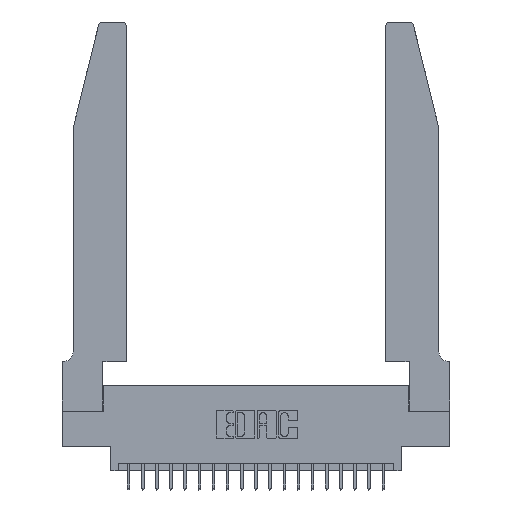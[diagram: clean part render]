
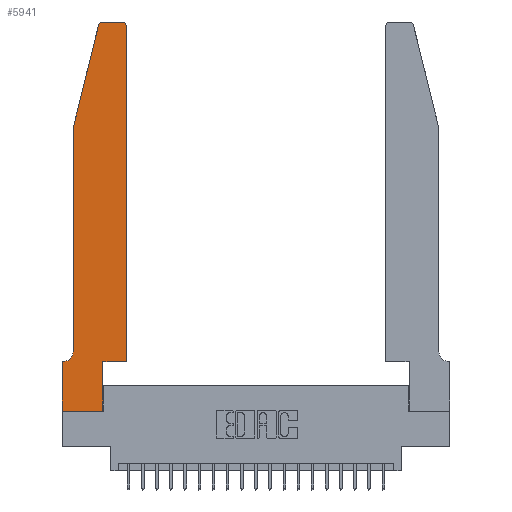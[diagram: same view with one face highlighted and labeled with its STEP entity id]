
A CAD part, top view. The second image highlights one B-rep face of the part: STEP entity #5941.
In plain terms, the highlighted planar face has unit normal (0, 0, 1).
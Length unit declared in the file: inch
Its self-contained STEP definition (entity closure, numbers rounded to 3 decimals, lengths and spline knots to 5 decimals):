
#45 = DIRECTION ( 'NONE',  ( -0.239, -0.971, 0. ) ) ;
#286 = CARTESIAN_POINT ( 'NONE',  ( 0.4205, 2.75, 0.37 ) ) ;
#336 = EDGE_CURVE ( 'NONE', #22497, #5868, #17979, .T. ) ;
#499 = CARTESIAN_POINT ( 'NONE',  ( 0.4505, 0.35, 0.37 ) ) ;
#1859 = CARTESIAN_POINT ( 'NONE',  ( 0.0055, 0.35, 0.37 ) ) ;
#1993 = EDGE_CURVE ( 'NONE', #5558, #11962, #13603, .T. ) ;
#2331 = ORIENTED_EDGE ( 'NONE', *, *, #336, .T. ) ;
#2492 = VECTOR ( 'NONE', #12343, 39.37008 ) ;
#2662 = DIRECTION ( 'NONE',  ( 0., 0., 1. ) ) ;
#2667 = ORIENTED_EDGE ( 'NONE', *, *, #18829, .T. ) ;
#2683 = VERTEX_POINT ( 'NONE', #6113 ) ;
#2963 = CARTESIAN_POINT ( 'NONE',  ( 0.0755, 2., 0.37 ) ) ;
#3085 = CARTESIAN_POINT ( 'NONE',  ( 0.4505, 0.35, 0.37 ) ) ;
#3896 = EDGE_CURVE ( 'NONE', #21606, #2683, #10680, .T. ) ;
#3940 = CARTESIAN_POINT ( 'NONE',  ( 0.284, 2.72, 0.37 ) ) ;
#4957 = DIRECTION ( 'NONE',  ( 0., -1., 0. ) ) ;
#5206 = LINE ( 'NONE', #15914, #2492 ) ;
#5370 = ORIENTED_EDGE ( 'NONE', *, *, #20951, .T. ) ;
#5558 = VERTEX_POINT ( 'NONE', #11028 ) ;
#5868 = VERTEX_POINT ( 'NONE', #1859 ) ;
#5929 = CIRCLE ( 'NONE', #20776, 0.03 ) ;
#5941 = ADVANCED_FACE ( 'NONE', ( #9338 ), #21741, .T. ) ;
#6054 = CARTESIAN_POINT ( 'NONE',  ( 0., 0.35, 0.37 ) ) ;
#6113 = CARTESIAN_POINT ( 'NONE',  ( 0.0755, 2., 0.37 ) ) ;
#6339 = ORIENTED_EDGE ( 'NONE', *, *, #21802, .T. ) ;
#6354 = LINE ( 'NONE', #2963, #22538 ) ;
#6581 = CARTESIAN_POINT ( 'NONE',  ( 0., 0., 0.37 ) ) ;
#6931 = LINE ( 'NONE', #3085, #13651 ) ;
#7221 = CARTESIAN_POINT ( 'NONE',  ( 0.25487, 2.72718, 0.37 ) ) ;
#7495 = CARTESIAN_POINT ( 'NONE',  ( 0.2865, 0.35, 0.37 ) ) ;
#7796 = VECTOR ( 'NONE', #11150, 39.37008 ) ;
#8150 = DIRECTION ( 'NONE',  ( 0., 0., -1. ) ) ;
#8358 = CARTESIAN_POINT ( 'NONE',  ( 0.2605, 2.75, 0.37 ) ) ;
#8421 = ORIENTED_EDGE ( 'NONE', *, *, #15465, .T. ) ;
#9295 = CARTESIAN_POINT ( 'NONE',  ( 0.4505, 2.72, 0.37 ) ) ;
#9338 = FACE_OUTER_BOUND ( 'NONE', #16337, .T. ) ;
#9549 = ORIENTED_EDGE ( 'NONE', *, *, #22572, .T. ) ;
#9812 = LINE ( 'NONE', #16973, #11303 ) ;
#9879 = EDGE_CURVE ( 'NONE', #11962, #10987, #9812, .T. ) ;
#10016 = CARTESIAN_POINT ( 'NONE',  ( 0., 0., 0.37 ) ) ;
#10223 = VECTOR ( 'NONE', #4957, 39.37008 ) ;
#10680 = LINE ( 'NONE', #15984, #18953 ) ;
#10692 = DIRECTION ( 'NONE',  ( 1., 0., 0. ) ) ;
#10789 = DIRECTION ( 'NONE',  ( 1., 0., 0. ) ) ;
#10987 = VERTEX_POINT ( 'NONE', #19478 ) ;
#11028 = CARTESIAN_POINT ( 'NONE',  ( 0., 0.35, 0.37 ) ) ;
#11150 = DIRECTION ( 'NONE',  ( 0., 1., 0. ) ) ;
#11193 = VECTOR ( 'NONE', #13845, 39.37008 ) ;
#11303 = VECTOR ( 'NONE', #15242, 39.37008 ) ;
#11962 = VERTEX_POINT ( 'NONE', #10016 ) ;
#12343 = DIRECTION ( 'NONE',  ( -1., 0., 0. ) ) ;
#12954 = DIRECTION ( 'NONE',  ( 1., 0., 0. ) ) ;
#13085 = CIRCLE ( 'NONE', #18963, 0.03 ) ;
#13603 = LINE ( 'NONE', #6581, #10223 ) ;
#13651 = VECTOR ( 'NONE', #22752, 39.37008 ) ;
#13845 = DIRECTION ( 'NONE',  ( -1., 0., 0. ) ) ;
#13938 = CARTESIAN_POINT ( 'NONE',  ( 0.4205, 2.72, 0.37 ) ) ;
#13940 = ORIENTED_EDGE ( 'NONE', *, *, #16731, .T. ) ;
#14106 = CARTESIAN_POINT ( 'NONE',  ( 0.0755, 0.42, 0.37 ) ) ;
#14508 = ORIENTED_EDGE ( 'NONE', *, *, #3896, .T. ) ;
#14625 = VERTEX_POINT ( 'NONE', #20686 ) ;
#14764 = VERTEX_POINT ( 'NONE', #286 ) ;
#15139 = CARTESIAN_POINT ( 'NONE',  ( 0.0055, 0.42, 0.37 ) ) ;
#15153 = VERTEX_POINT ( 'NONE', #9295 ) ;
#15242 = DIRECTION ( 'NONE',  ( 1., 0., 0. ) ) ;
#15246 = DIRECTION ( 'NONE',  ( -1., 0., 0. ) ) ;
#15250 = ORIENTED_EDGE ( 'NONE', *, *, #9879, .T. ) ;
#15342 = EDGE_CURVE ( 'NONE', #2683, #22497, #6354, .T. ) ;
#15465 = EDGE_CURVE ( 'NONE', #21911, #15153, #6931, .T. ) ;
#15914 = CARTESIAN_POINT ( 'NONE',  ( 0.0755, 0.35, 0.37 ) ) ;
#15984 = CARTESIAN_POINT ( 'NONE',  ( 0.0755, 2., 0.37 ) ) ;
#16337 = EDGE_LOOP ( 'NONE', ( #6339, #9549, #14508, #16893, #2331, #13940, #18203, #15250, #5370, #2667, #8421, #19804 ) ) ;
#16514 = DIRECTION ( 'NONE',  ( 1., 0., 0. ) ) ;
#16711 = CARTESIAN_POINT ( 'NONE',  ( 0.4505, 0.35, 0.37 ) ) ;
#16731 = EDGE_CURVE ( 'NONE', #5868, #5558, #5206, .T. ) ;
#16893 = ORIENTED_EDGE ( 'NONE', *, *, #15342, .T. ) ;
#16973 = CARTESIAN_POINT ( 'NONE',  ( 0., 0., 0.37 ) ) ;
#17979 = CIRCLE ( 'NONE', #19839, 0.07 ) ;
#18013 = CARTESIAN_POINT ( 'NONE',  ( 0.284, 2.75, 0.37 ) ) ;
#18203 = ORIENTED_EDGE ( 'NONE', *, *, #1993, .T. ) ;
#18451 = DIRECTION ( 'NONE',  ( 0., -1., 0. ) ) ;
#18829 = EDGE_CURVE ( 'NONE', #14625, #21911, #19560, .T. ) ;
#18953 = VECTOR ( 'NONE', #45, 39.37008 ) ;
#18963 = AXIS2_PLACEMENT_3D ( 'NONE', #3940, #21736, #12954 ) ;
#19121 = DIRECTION ( 'NONE',  ( 0., 0., 1. ) ) ;
#19269 = LINE ( 'NONE', #8358, #11193 ) ;
#19478 = CARTESIAN_POINT ( 'NONE',  ( 0.2865, 0., 0.37 ) ) ;
#19560 = LINE ( 'NONE', #499, #19599 ) ;
#19599 = VECTOR ( 'NONE', #10789, 39.37008 ) ;
#19670 = AXIS2_PLACEMENT_3D ( 'NONE', #6054, #2662, #16514 ) ;
#19804 = ORIENTED_EDGE ( 'NONE', *, *, #20895, .T. ) ;
#19839 = AXIS2_PLACEMENT_3D ( 'NONE', #15139, #8150, #15246 ) ;
#20668 = VERTEX_POINT ( 'NONE', #18013 ) ;
#20686 = CARTESIAN_POINT ( 'NONE',  ( 0.2865, 0.35, 0.37 ) ) ;
#20776 = AXIS2_PLACEMENT_3D ( 'NONE', #13938, #19121, #10692 ) ;
#20895 = EDGE_CURVE ( 'NONE', #15153, #14764, #5929, .T. ) ;
#20951 = EDGE_CURVE ( 'NONE', #10987, #14625, #21563, .T. ) ;
#21563 = LINE ( 'NONE', #7495, #7796 ) ;
#21606 = VERTEX_POINT ( 'NONE', #7221 ) ;
#21736 = DIRECTION ( 'NONE',  ( 0., 0., 1. ) ) ;
#21741 = PLANE ( 'NONE',  #19670 ) ;
#21802 = EDGE_CURVE ( 'NONE', #14764, #20668, #19269, .T. ) ;
#21911 = VERTEX_POINT ( 'NONE', #16711 ) ;
#22497 = VERTEX_POINT ( 'NONE', #14106 ) ;
#22538 = VECTOR ( 'NONE', #18451, 39.37008 ) ;
#22572 = EDGE_CURVE ( 'NONE', #20668, #21606, #13085, .T. ) ;
#22752 = DIRECTION ( 'NONE',  ( 0., 1., 0. ) ) ;
